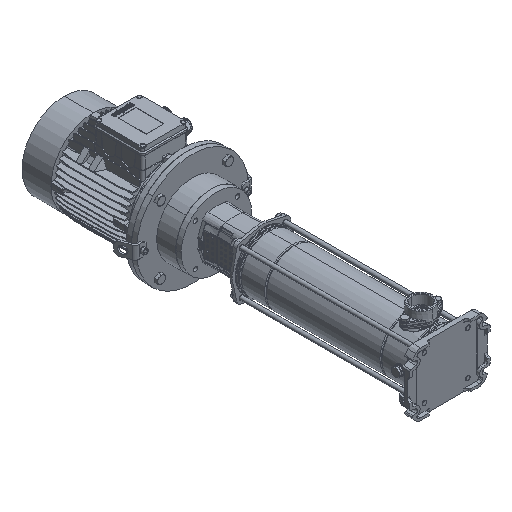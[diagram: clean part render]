
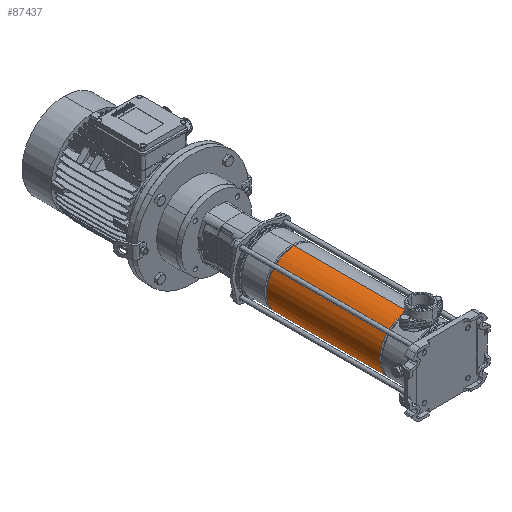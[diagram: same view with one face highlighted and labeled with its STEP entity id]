
A CAD part, isometric view. The second image highlights one B-rep face of the part: STEP entity #87437.
In plain terms, the highlighted cylindrical face has radius 85.9 mm (diameter 171.8 mm), a partial arc.
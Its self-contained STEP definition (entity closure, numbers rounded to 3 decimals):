
#87 = CYLINDRICAL_SURFACE ( 'NONE', #96366, 85.9 ) ;
#2556 = CARTESIAN_POINT ( 'NONE',  ( 85.9, 0., 447.103 ) ) ;
#7786 = FACE_OUTER_BOUND ( 'NONE', #92050, .T. ) ;
#8008 = EDGE_CURVE ( 'NONE', #83353, #99301, #42191, .T. ) ;
#12385 = DIRECTION ( 'NONE',  ( -1., 0., 0. ) ) ;
#13218 = LINE ( 'NONE', #60510, #71986 ) ;
#18544 = CARTESIAN_POINT ( 'NONE',  ( -85.9, 0., 0. ) ) ;
#18889 = CIRCLE ( 'NONE', #95986, 85.9 ) ;
#19282 = DIRECTION ( 'NONE',  ( -1., 0., 0. ) ) ;
#22502 = ORIENTED_EDGE ( 'NONE', *, *, #57472, .F. ) ;
#26256 = DIRECTION ( 'NONE',  ( 0., 0., -1. ) ) ;
#26978 = DIRECTION ( 'NONE',  ( 0., 0., -1. ) ) ;
#31384 = CARTESIAN_POINT ( 'NONE',  ( 0., 0., 0. ) ) ;
#32467 = VECTOR ( 'NONE', #26256, 1000. ) ;
#38208 = ORIENTED_EDGE ( 'NONE', *, *, #8008, .T. ) ;
#42191 = LINE ( 'NONE', #18544, #32467 ) ;
#45270 = CARTESIAN_POINT ( 'NONE',  ( 0., 0., 93.897 ) ) ;
#53378 = EDGE_CURVE ( 'NONE', #89939, #99301, #69651, .T. ) ;
#53538 = VERTEX_POINT ( 'NONE', #2556 ) ;
#57472 = EDGE_CURVE ( 'NONE', #53538, #89939, #13218, .T. ) ;
#60510 = CARTESIAN_POINT ( 'NONE',  ( 85.9, 0., 0. ) ) ;
#61431 = CARTESIAN_POINT ( 'NONE',  ( -85.9, 0., 93.897 ) ) ;
#62776 = DIRECTION ( 'NONE',  ( 0., 0., -1. ) ) ;
#66380 = CARTESIAN_POINT ( 'NONE',  ( -85.9, 0., 447.103 ) ) ;
#67079 = EDGE_CURVE ( 'NONE', #53538, #83353, #18889, .T. ) ;
#67393 = CARTESIAN_POINT ( 'NONE',  ( 85.9, 0., 93.897 ) ) ;
#69651 = CIRCLE ( 'NONE', #99119, 85.9 ) ;
#71986 = VECTOR ( 'NONE', #99022, 1000. ) ;
#73769 = CARTESIAN_POINT ( 'NONE',  ( 0., 0., 447.103 ) ) ;
#82770 = DIRECTION ( 'NONE',  ( 0., 0., -1. ) ) ;
#83353 = VERTEX_POINT ( 'NONE', #66380 ) ;
#87437 = ADVANCED_FACE ( 'NONE', ( #7786 ), #87, .T. ) ;
#89611 = ORIENTED_EDGE ( 'NONE', *, *, #67079, .T. ) ;
#89939 = VERTEX_POINT ( 'NONE', #67393 ) ;
#92050 = EDGE_LOOP ( 'NONE', ( #22502, #89611, #38208, #92266 ) ) ;
#92266 = ORIENTED_EDGE ( 'NONE', *, *, #53378, .F. ) ;
#94089 = DIRECTION ( 'NONE',  ( -1., 0., 0. ) ) ;
#95986 = AXIS2_PLACEMENT_3D ( 'NONE', #73769, #26978, #19282 ) ;
#96366 = AXIS2_PLACEMENT_3D ( 'NONE', #31384, #62776, #94089 ) ;
#99022 = DIRECTION ( 'NONE',  ( 0., 0., -1. ) ) ;
#99119 = AXIS2_PLACEMENT_3D ( 'NONE', #45270, #82770, #12385 ) ;
#99301 = VERTEX_POINT ( 'NONE', #61431 ) ;
